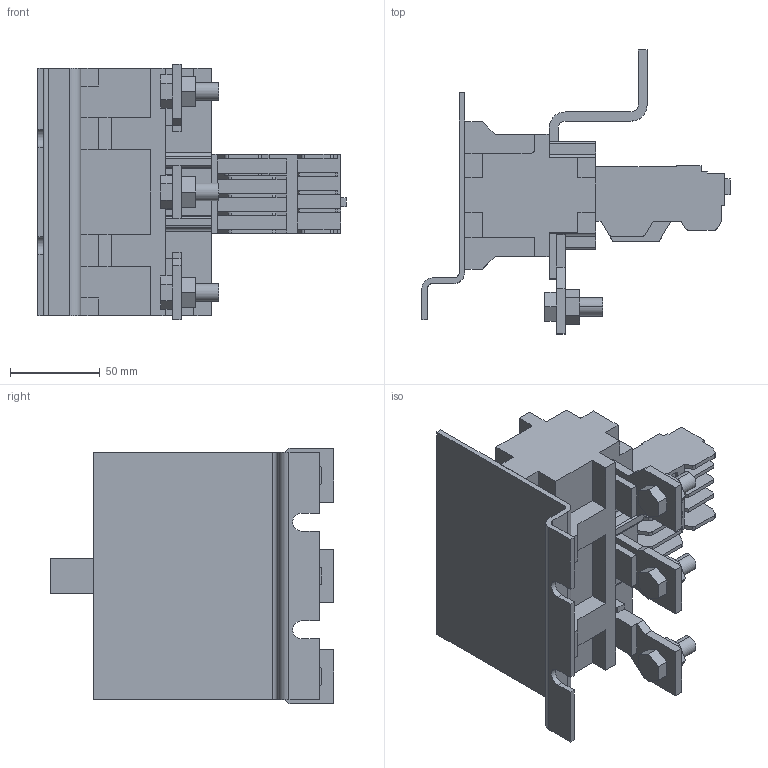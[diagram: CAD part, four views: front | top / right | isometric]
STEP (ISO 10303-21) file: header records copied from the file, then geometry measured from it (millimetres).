
FILE_DESCRIPTION (( 'STEP AP214' ), '1' );
FILE_NAME ('3NK5HQ.step', '2019-03-13T17:46:10', ( '' ), ( '' ), 'SwSTEP 2.0', 'SolidWorks 2018', '' );
FILE_SCHEMA (( 'AUTOMOTIVE_DESIGN' ));
Length unit declared in the file: inch
Products named in the file (1): 3NK5HQ
Bounding box: 171.6 x 158 x 142 mm (x, y, z)
Volume: 714879.7 mm3; surface area: 135722.4 mm2
Topology: 9 solids, 9 shells, 366 faces, 995 edges, 652 vertices
Faces by surface type: plane 301, cylinder 65
Entity records: 16291 total; most frequent: CARTESIAN_POINT 2014, ORIENTED_EDGE 1990, DIRECTION 1863, EDGE_CURVE 995, LINE 861, VECTOR 861, VERTEX_POINT 652, AXIS2_PLACEMENT_3D 501
